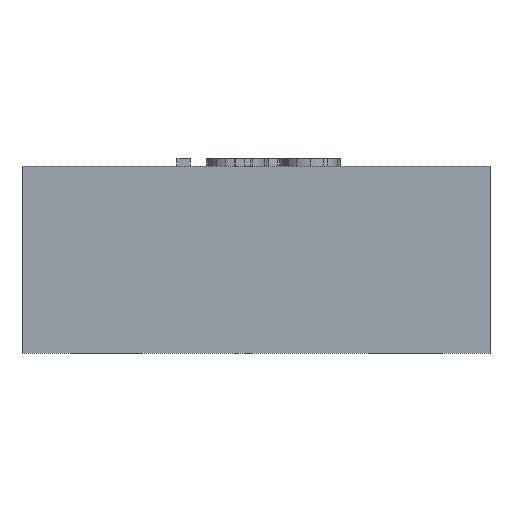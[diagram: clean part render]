
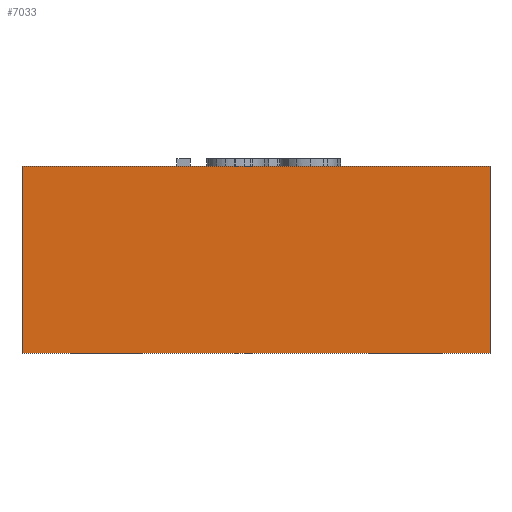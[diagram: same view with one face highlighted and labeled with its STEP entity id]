
A CAD part, front view. The second image highlights one B-rep face of the part: STEP entity #7033.
In plain terms, the highlighted planar face has unit normal (0, -1, 0).
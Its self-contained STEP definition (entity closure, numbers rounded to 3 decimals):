
#980=PLANE('',#7381);
#1253=FACE_OUTER_BOUND('',#1679,.T.);
#1679=EDGE_LOOP('',(#5781,#5782,#5783,#5784));
#2145=LINE('',#12577,#2627);
#2153=LINE('',#12592,#2635);
#2154=LINE('',#12594,#2636);
#2155=LINE('',#12595,#2637);
#2627=VECTOR('',#7936,10.);
#2635=VECTOR('',#7948,10.);
#2636=VECTOR('',#7951,10.);
#2637=VECTOR('',#7952,10.);
#3271=VERTEX_POINT('',#12573);
#3273=VERTEX_POINT('',#12576);
#3277=VERTEX_POINT('',#12588);
#3278=VERTEX_POINT('',#12590);
#4167=EDGE_CURVE('',#3271,#3273,#2145,.T.);
#4175=EDGE_CURVE('',#3277,#3278,#2153,.T.);
#4176=EDGE_CURVE('',#3277,#3271,#2154,.T.);
#4177=EDGE_CURVE('',#3273,#3278,#2155,.T.);
#5781=ORIENTED_EDGE('',*,*,#4176,.F.);
#5782=ORIENTED_EDGE('',*,*,#4175,.T.);
#5783=ORIENTED_EDGE('',*,*,#4177,.F.);
#5784=ORIENTED_EDGE('',*,*,#4167,.F.);
#7033=ADVANCED_FACE('',(#1253),#980,.T.);
#7381=AXIS2_PLACEMENT_3D('',#12593,#7949,#7950);
#7936=DIRECTION('',(0.,0.,1.));
#7948=DIRECTION('',(0.,0.,1.));
#7949=DIRECTION('center_axis',(0.,-1.,0.));
#7950=DIRECTION('ref_axis',(1.,0.,0.));
#7951=DIRECTION('',(-1.,0.,0.));
#7952=DIRECTION('',(1.,0.,0.));
#12573=CARTESIAN_POINT('',(-276.566,-107.542,0.));
#12576=CARTESIAN_POINT('',(-276.566,-107.542,10.));
#12577=CARTESIAN_POINT('',(-276.566,-107.542,0.));
#12588=CARTESIAN_POINT('',(-251.566,-107.542,0.));
#12590=CARTESIAN_POINT('',(-251.566,-107.542,10.));
#12592=CARTESIAN_POINT('',(-251.566,-107.542,0.));
#12593=CARTESIAN_POINT('Origin',(-276.566,-107.542,0.));
#12594=CARTESIAN_POINT('',(-251.566,-107.542,0.));
#12595=CARTESIAN_POINT('',(-251.566,-107.542,10.));
